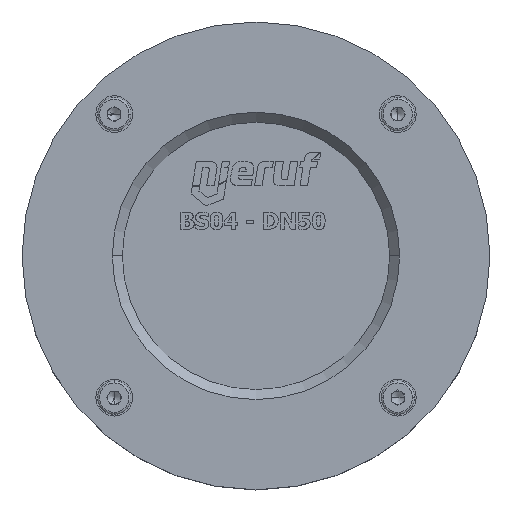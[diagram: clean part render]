
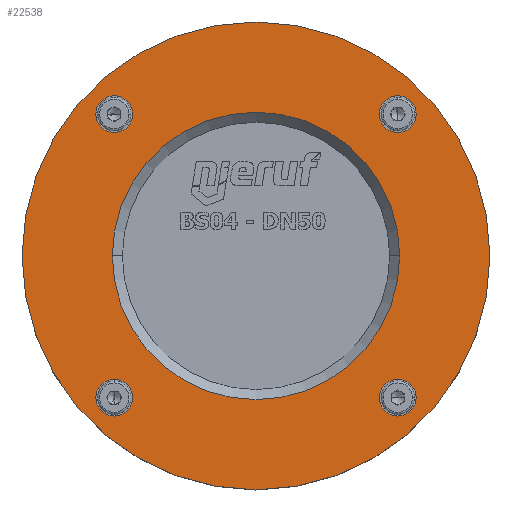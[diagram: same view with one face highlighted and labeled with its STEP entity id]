
A CAD part, top view. The second image highlights one B-rep face of the part: STEP entity #22538.
In plain terms, the highlighted planar face has unit normal (0, 0, 1).
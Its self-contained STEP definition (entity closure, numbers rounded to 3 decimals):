
#53 = CIRCLE ( 'NONE', #10320, 5.5 ) ;
#709 = EDGE_CURVE ( 'NONE', #14396, #7514, #4655, .T. ) ;
#757 = ORIENTED_EDGE ( 'NONE', *, *, #709, .F. ) ;
#819 = VERTEX_POINT ( 'NONE', #14507 ) ;
#1028 = DIRECTION ( 'NONE',  ( 1., 0., 0. ) ) ;
#1134 = FACE_BOUND ( 'NONE', #3093, .T. ) ;
#1161 = CARTESIAN_POINT ( 'NONE',  ( -36.926, 42.426, 14. ) ) ;
#1402 = ORIENTED_EDGE ( 'NONE', *, *, #13728, .F. ) ;
#1790 = ORIENTED_EDGE ( 'NONE', *, *, #11073, .F. ) ;
#2054 = CIRCLE ( 'NONE', #4986, 5.5 ) ;
#2121 = VERTEX_POINT ( 'NONE', #6219 ) ;
#2127 = EDGE_CURVE ( 'NONE', #15816, #10470, #13399, .T. ) ;
#2439 = DIRECTION ( 'NONE',  ( 1., 0., 0. ) ) ;
#2753 = AXIS2_PLACEMENT_3D ( 'NONE', #17542, #9056, #14098 ) ;
#3093 = EDGE_LOOP ( 'NONE', ( #1790, #14834 ) ) ;
#3108 = DIRECTION ( 'NONE',  ( 1., 0., 0. ) ) ;
#3311 = ORIENTED_EDGE ( 'NONE', *, *, #17068, .F. ) ;
#3720 = DIRECTION ( 'NONE',  ( 0., 0., -1. ) ) ;
#3810 = EDGE_CURVE ( 'NONE', #11731, #14866, #10985, .T. ) ;
#3815 = CIRCLE ( 'NONE', #15230, 5.5 ) ;
#3976 = CARTESIAN_POINT ( 'NONE',  ( 47.926, 42.426, 14. ) ) ;
#4126 = CIRCLE ( 'NONE', #11820, 43. ) ;
#4264 = CARTESIAN_POINT ( 'NONE',  ( -42.426, -42.426, 14. ) ) ;
#4520 = AXIS2_PLACEMENT_3D ( 'NONE', #9380, #12932, #11213 ) ;
#4655 = CIRCLE ( 'NONE', #7587, 5.5 ) ;
#4986 = AXIS2_PLACEMENT_3D ( 'NONE', #21442, #14354, #17673 ) ;
#5041 = FACE_OUTER_BOUND ( 'NONE', #19033, .T. ) ;
#6219 = CARTESIAN_POINT ( 'NONE',  ( -43., 0., 14. ) ) ;
#6676 = CARTESIAN_POINT ( 'NONE',  ( 70., 0., 14. ) ) ;
#6759 = FACE_BOUND ( 'NONE', #9726, .T. ) ;
#7229 = CARTESIAN_POINT ( 'NONE',  ( -70., 0., 14. ) ) ;
#7356 = EDGE_LOOP ( 'NONE', ( #10911, #17288 ) ) ;
#7476 = DIRECTION ( 'NONE',  ( 0., 0., 1. ) ) ;
#7514 = VERTEX_POINT ( 'NONE', #16506 ) ;
#7587 = AXIS2_PLACEMENT_3D ( 'NONE', #19441, #18990, #19101 ) ;
#7952 = VERTEX_POINT ( 'NONE', #1161 ) ;
#8223 = CIRCLE ( 'NONE', #20623, 5.5 ) ;
#8314 = EDGE_CURVE ( 'NONE', #15066, #2121, #16290, .T. ) ;
#8573 = VERTEX_POINT ( 'NONE', #22286 ) ;
#8834 = EDGE_CURVE ( 'NONE', #2121, #15066, #4126, .T. ) ;
#8944 = DIRECTION ( 'NONE',  ( 0., 0., 1. ) ) ;
#9056 = DIRECTION ( 'NONE',  ( 0., 0., 1. ) ) ;
#9200 = CARTESIAN_POINT ( 'NONE',  ( 43., 0., 14. ) ) ;
#9380 = CARTESIAN_POINT ( 'NONE',  ( -42.426, -42.426, 14. ) ) ;
#9726 = EDGE_LOOP ( 'NONE', ( #11974, #757 ) ) ;
#9891 = CARTESIAN_POINT ( 'NONE',  ( 42.426, 42.426, 14. ) ) ;
#10320 = AXIS2_PLACEMENT_3D ( 'NONE', #4264, #7476, #2439 ) ;
#10470 = VERTEX_POINT ( 'NONE', #3976 ) ;
#10838 = CARTESIAN_POINT ( 'NONE',  ( 36.926, -42.426, 14. ) ) ;
#10911 = ORIENTED_EDGE ( 'NONE', *, *, #8314, .T. ) ;
#10985 = CIRCLE ( 'NONE', #14667, 70. ) ;
#10991 = CARTESIAN_POINT ( 'NONE',  ( 0., 0., 14. ) ) ;
#11073 = EDGE_CURVE ( 'NONE', #10470, #15816, #3815, .T. ) ;
#11094 = EDGE_LOOP ( 'NONE', ( #3311, #1402 ) ) ;
#11213 = DIRECTION ( 'NONE',  ( 1., 0., 0. ) ) ;
#11329 = AXIS2_PLACEMENT_3D ( 'NONE', #19581, #8944, #12616 ) ;
#11456 = CARTESIAN_POINT ( 'NONE',  ( 42.426, 42.426, 14. ) ) ;
#11483 = AXIS2_PLACEMENT_3D ( 'NONE', #9891, #18801, #3108 ) ;
#11731 = VERTEX_POINT ( 'NONE', #7229 ) ;
#11820 = AXIS2_PLACEMENT_3D ( 'NONE', #19110, #14104, #12268 ) ;
#11974 = ORIENTED_EDGE ( 'NONE', *, *, #12869, .F. ) ;
#12034 = PLANE ( 'NONE',  #2753 ) ;
#12183 = CARTESIAN_POINT ( 'NONE',  ( 36.926, 42.426, 14. ) ) ;
#12268 = DIRECTION ( 'NONE',  ( -1., 0., 0. ) ) ;
#12420 = CIRCLE ( 'NONE', #11329, 5.5 ) ;
#12422 = ORIENTED_EDGE ( 'NONE', *, *, #18836, .F. ) ;
#12616 = DIRECTION ( 'NONE',  ( 1., 0., 0. ) ) ;
#12645 = DIRECTION ( 'NONE',  ( 0., 0., 1. ) ) ;
#12869 = EDGE_CURVE ( 'NONE', #7514, #14396, #12420, .T. ) ;
#12932 = DIRECTION ( 'NONE',  ( 0., 0., 1. ) ) ;
#12979 = CIRCLE ( 'NONE', #4520, 5.5 ) ;
#13017 = ORIENTED_EDGE ( 'NONE', *, *, #3810, .F. ) ;
#13399 = CIRCLE ( 'NONE', #11483, 5.5 ) ;
#13728 = EDGE_CURVE ( 'NONE', #8573, #819, #53, .T. ) ;
#13784 = FACE_BOUND ( 'NONE', #11094, .T. ) ;
#14098 = DIRECTION ( 'NONE',  ( 1., 0., 0. ) ) ;
#14104 = DIRECTION ( 'NONE',  ( 0., 0., -1. ) ) ;
#14354 = DIRECTION ( 'NONE',  ( 0., 0., 1. ) ) ;
#14396 = VERTEX_POINT ( 'NONE', #10838 ) ;
#14507 = CARTESIAN_POINT ( 'NONE',  ( -36.926, -42.426, 14. ) ) ;
#14559 = DIRECTION ( 'NONE',  ( 0., 0., -1. ) ) ;
#14667 = AXIS2_PLACEMENT_3D ( 'NONE', #17302, #3720, #22638 ) ;
#14834 = ORIENTED_EDGE ( 'NONE', *, *, #2127, .F. ) ;
#14866 = VERTEX_POINT ( 'NONE', #6676 ) ;
#15066 = VERTEX_POINT ( 'NONE', #9200 ) ;
#15230 = AXIS2_PLACEMENT_3D ( 'NONE', #11456, #18568, #1028 ) ;
#15475 = CARTESIAN_POINT ( 'NONE',  ( 0., 0., 14. ) ) ;
#15816 = VERTEX_POINT ( 'NONE', #12183 ) ;
#16290 = CIRCLE ( 'NONE', #18811, 43. ) ;
#16380 = EDGE_CURVE ( 'NONE', #14866, #11731, #20680, .T. ) ;
#16506 = CARTESIAN_POINT ( 'NONE',  ( 47.926, -42.426, 14. ) ) ;
#16951 = DIRECTION ( 'NONE',  ( 0., 0., -1. ) ) ;
#17068 = EDGE_CURVE ( 'NONE', #819, #8573, #12979, .T. ) ;
#17288 = ORIENTED_EDGE ( 'NONE', *, *, #8834, .T. ) ;
#17302 = CARTESIAN_POINT ( 'NONE',  ( 0., 0., 14. ) ) ;
#17542 = CARTESIAN_POINT ( 'NONE',  ( 0., 43., 14. ) ) ;
#17637 = CARTESIAN_POINT ( 'NONE',  ( -47.926, 42.426, 14. ) ) ;
#17673 = DIRECTION ( 'NONE',  ( 1., 0., 0. ) ) ;
#17922 = EDGE_CURVE ( 'NONE', #7952, #22545, #8223, .T. ) ;
#18151 = AXIS2_PLACEMENT_3D ( 'NONE', #10991, #14559, #21266 ) ;
#18568 = DIRECTION ( 'NONE',  ( 0., 0., 1. ) ) ;
#18801 = DIRECTION ( 'NONE',  ( 0., 0., 1. ) ) ;
#18811 = AXIS2_PLACEMENT_3D ( 'NONE', #15475, #16951, #20563 ) ;
#18836 = EDGE_CURVE ( 'NONE', #22545, #7952, #2054, .T. ) ;
#18990 = DIRECTION ( 'NONE',  ( 0., 0., 1. ) ) ;
#19033 = EDGE_LOOP ( 'NONE', ( #13017, #20917 ) ) ;
#19101 = DIRECTION ( 'NONE',  ( 1., 0., 0. ) ) ;
#19110 = CARTESIAN_POINT ( 'NONE',  ( 0., 0., 14. ) ) ;
#19441 = CARTESIAN_POINT ( 'NONE',  ( 42.426, -42.426, 14. ) ) ;
#19581 = CARTESIAN_POINT ( 'NONE',  ( 42.426, -42.426, 14. ) ) ;
#20563 = DIRECTION ( 'NONE',  ( -1., 0., 0. ) ) ;
#20623 = AXIS2_PLACEMENT_3D ( 'NONE', #21546, #12645, #21775 ) ;
#20680 = CIRCLE ( 'NONE', #18151, 70. ) ;
#20714 = FACE_BOUND ( 'NONE', #7356, .T. ) ;
#20917 = ORIENTED_EDGE ( 'NONE', *, *, #16380, .F. ) ;
#21139 = ORIENTED_EDGE ( 'NONE', *, *, #17922, .F. ) ;
#21266 = DIRECTION ( 'NONE',  ( -1., 0., 0. ) ) ;
#21442 = CARTESIAN_POINT ( 'NONE',  ( -42.426, 42.426, 14. ) ) ;
#21546 = CARTESIAN_POINT ( 'NONE',  ( -42.426, 42.426, 14. ) ) ;
#21775 = DIRECTION ( 'NONE',  ( 1., 0., 0. ) ) ;
#21906 = EDGE_LOOP ( 'NONE', ( #21139, #12422 ) ) ;
#22286 = CARTESIAN_POINT ( 'NONE',  ( -47.926, -42.426, 14. ) ) ;
#22436 = FACE_BOUND ( 'NONE', #21906, .T. ) ;
#22538 = ADVANCED_FACE ( 'NONE', ( #22436, #1134, #6759, #13784, #20714, #5041 ), #12034, .T. ) ;
#22545 = VERTEX_POINT ( 'NONE', #17637 ) ;
#22638 = DIRECTION ( 'NONE',  ( -1., 0., 0. ) ) ;
